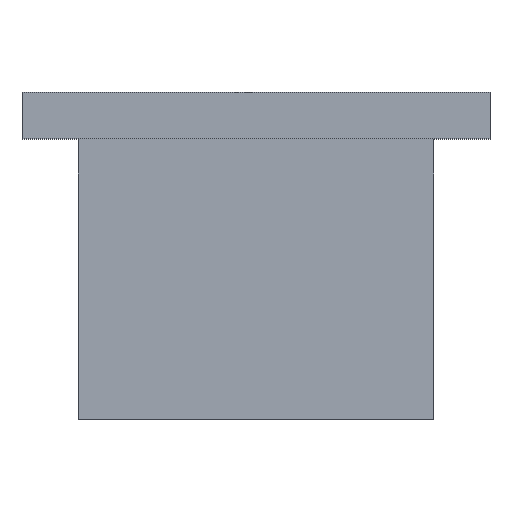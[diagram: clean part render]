
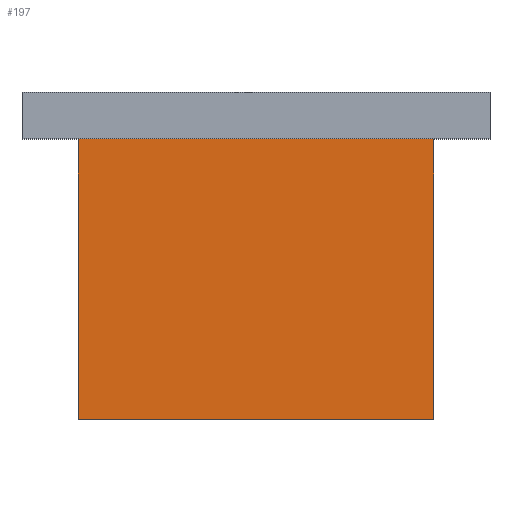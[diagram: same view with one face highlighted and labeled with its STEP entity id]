
A CAD part, top view. The second image highlights one B-rep face of the part: STEP entity #197.
In plain terms, the highlighted planar face has unit normal (0, 0, 1).
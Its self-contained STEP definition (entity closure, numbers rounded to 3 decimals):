
#27=FACE_OUTER_BOUND('',#39,.T.);
#39=EDGE_LOOP('',(#163,#164,#165,#166));
#48=LINE('',#295,#72);
#60=LINE('',#320,#84);
#62=LINE('',#324,#86);
#63=LINE('',#325,#87);
#72=VECTOR('',#239,10.);
#84=VECTOR('',#263,10.);
#86=VECTOR('',#267,10.);
#87=VECTOR('',#268,10.);
#95=VERTEX_POINT('',#291);
#97=VERTEX_POINT('',#294);
#104=VERTEX_POINT('',#318);
#105=VERTEX_POINT('',#323);
#112=EDGE_CURVE('',#97,#95,#48,.T.);
#124=EDGE_CURVE('',#95,#104,#60,.T.);
#126=EDGE_CURVE('',#104,#105,#62,.T.);
#127=EDGE_CURVE('',#97,#105,#63,.T.);
#163=ORIENTED_EDGE('',*,*,#126,.T.);
#164=ORIENTED_EDGE('',*,*,#127,.F.);
#165=ORIENTED_EDGE('',*,*,#112,.T.);
#166=ORIENTED_EDGE('',*,*,#124,.T.);
#186=PLANE('',#223);
#197=ADVANCED_FACE('',(#27),#186,.T.);
#223=AXIS2_PLACEMENT_3D('',#322,#265,#266);
#239=DIRECTION('',(-1.,0.,0.));
#263=DIRECTION('',(0.,-1.,0.));
#265=DIRECTION('center_axis',(0.,0.,1.));
#266=DIRECTION('ref_axis',(-1.,0.,0.));
#267=DIRECTION('',(1.,0.,0.));
#268=DIRECTION('',(0.,-1.,0.));
#291=CARTESIAN_POINT('',(-62.8,4.,24.577));
#294=CARTESIAN_POINT('',(-55.2,4.,24.577));
#295=CARTESIAN_POINT('',(-55.2,4.,24.577));
#318=CARTESIAN_POINT('',(-62.8,-2.,24.577));
#320=CARTESIAN_POINT('',(-62.8,4.,24.577));
#322=CARTESIAN_POINT('Origin',(-55.2,4.,24.577));
#323=CARTESIAN_POINT('',(-55.2,-2.,24.577));
#324=CARTESIAN_POINT('',(-57.1,-2.,24.577));
#325=CARTESIAN_POINT('',(-55.2,4.,24.577));
